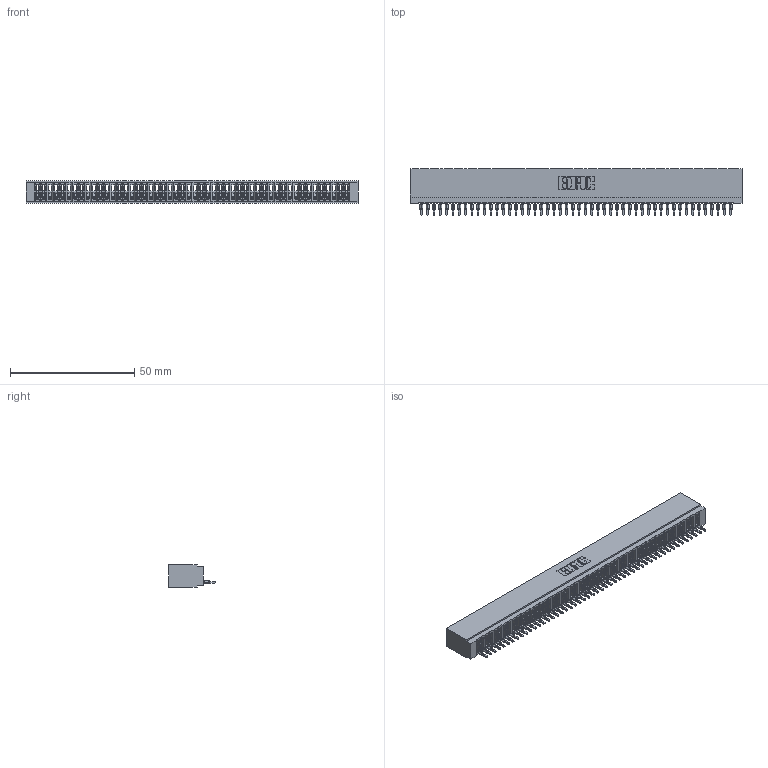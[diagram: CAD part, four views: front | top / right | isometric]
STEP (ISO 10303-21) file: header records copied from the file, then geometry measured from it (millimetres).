
FILE_DESCRIPTION (( 'STEP AP203' ), '1' );
FILE_NAME ('725-050-525-101.STEP', '2026-03-05T23:18:54', ( '' ), ( '' ), 'SwSTEP 2.0', 'SolidWorks 2023', '' );
FILE_SCHEMA (( 'CONFIG_CONTROL_DESIGN' ));
Length unit declared in the file: millimetre
Products named in the file (3): 725-050-525-101; 725 Part_Insulator Option - 01; 745-292-001_525
Assembly tree (51 placements, depth 2):
  725-050-525-101
    725 Part_Insulator Option - 01
    745-292-001_525  x50
Bounding box: 133.6 x 18.8 x 8.89 mm (x, y, z)
Volume: 10050.8 mm3; surface area: 19392.8 mm2
Topology: 51 solids, 51 shells, 5695 faces, 15654 edges, 9868 vertices
Faces by surface type: plane 3405, bspline 1000, cylinder 990, torus 300
Entity records: 81448 total; most frequent: CARTESIAN_POINT 14853, ORIENTED_EDGE 14354, DIRECTION 12435, EDGE_CURVE 7177, LINE 6695, VECTOR 6695, VERTEX_POINT 4576, AXIS2_PLACEMENT_3D 2870
